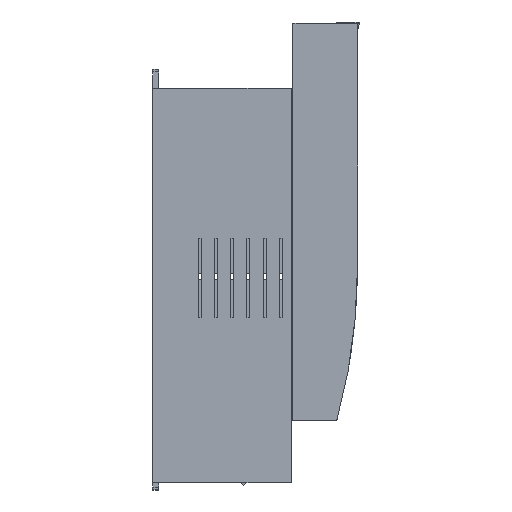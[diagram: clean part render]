
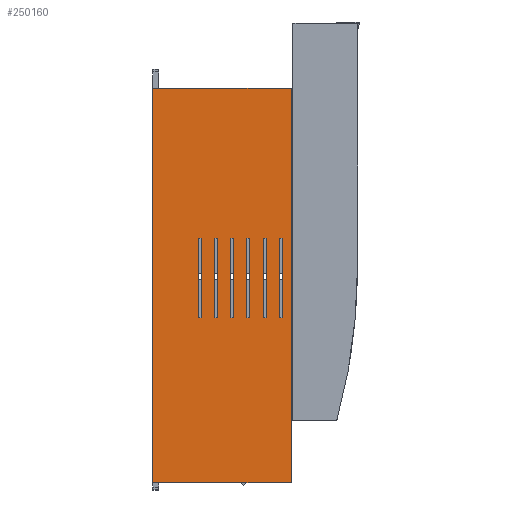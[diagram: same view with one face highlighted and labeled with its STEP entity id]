
A CAD part, left-side view. The second image highlights one B-rep face of the part: STEP entity #250160.
In plain terms, the highlighted face is planar.
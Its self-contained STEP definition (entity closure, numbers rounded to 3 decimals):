
#219160=CARTESIAN_POINT('',(166.,42.,-128.));
#219170=VERTEX_POINT('',#219160);
#219200=CARTESIAN_POINT('',(166.,42.,-128.));
#219210=DIRECTION('',(0.,1.,0.));
#219220=VECTOR('',#219210,1.);
#219230=LINE('',#219200,#219220);
#219240=CARTESIAN_POINT('',(166.,44.,-128.));
#219250=VERTEX_POINT('',#219240);
#219260=EDGE_CURVE('',#219170,#219250,#219230,.T.);
#219910=CARTESIAN_POINT('',(166.,44.,-128.));
#219920=DIRECTION('',(-1.,0.,0.));
#219930=VECTOR('',#219920,1.);
#219940=LINE('',#219910,#219930);
#219950=CARTESIAN_POINT('',(112.,44.,-128.));
#219960=VERTEX_POINT('',#219950);
#219970=EDGE_CURVE('',#219250,#219960,#219940,.T.);
#220580=CARTESIAN_POINT('',(112.,42.,-128.));
#220590=VERTEX_POINT('',#220580);
#220620=CARTESIAN_POINT('',(112.,42.,-128.));
#220630=DIRECTION('',(1.,0.,0.));
#220640=VECTOR('',#220630,1.);
#220650=LINE('',#220620,#220640);
#220660=EDGE_CURVE('',#220590,#219170,#220650,.T.);
#220840=CARTESIAN_POINT('',(112.,44.,-128.));
#220850=DIRECTION('',(0.,-1.,0.));
#220860=VECTOR('',#220850,1.);
#220870=LINE('',#220840,#220860);
#220880=EDGE_CURVE('',#219960,#220590,#220870,.T.);
#221640=CARTESIAN_POINT('',(166.,64.,-128.));
#221650=VERTEX_POINT('',#221640);
#221680=CARTESIAN_POINT('',(166.,64.,-128.));
#221690=DIRECTION('',(0.,1.,0.));
#221700=VECTOR('',#221690,1.);
#221710=LINE('',#221680,#221700);
#221720=CARTESIAN_POINT('',(166.,66.,-128.));
#221730=VERTEX_POINT('',#221720);
#221740=EDGE_CURVE('',#221650,#221730,#221710,.T.);
#222390=CARTESIAN_POINT('',(166.,66.,-128.));
#222400=DIRECTION('',(-1.,0.,0.));
#222410=VECTOR('',#222400,1.);
#222420=LINE('',#222390,#222410);
#222430=CARTESIAN_POINT('',(112.,66.,-128.));
#222440=VERTEX_POINT('',#222430);
#222450=EDGE_CURVE('',#221730,#222440,#222420,.T.);
#223060=CARTESIAN_POINT('',(112.,64.,-128.));
#223070=VERTEX_POINT('',#223060);
#223100=CARTESIAN_POINT('',(112.,64.,-128.));
#223110=DIRECTION('',(1.,0.,0.));
#223120=VECTOR('',#223110,1.);
#223130=LINE('',#223100,#223120);
#223140=EDGE_CURVE('',#223070,#221650,#223130,.T.);
#223320=CARTESIAN_POINT('',(112.,66.,-128.));
#223330=DIRECTION('',(0.,-1.,0.));
#223340=VECTOR('',#223330,1.);
#223350=LINE('',#223320,#223340);
#223360=EDGE_CURVE('',#222440,#223070,#223350,.T.);
#224120=CARTESIAN_POINT('',(166.,86.,-128.));
#224130=VERTEX_POINT('',#224120);
#224160=CARTESIAN_POINT('',(166.,86.,-128.));
#224170=DIRECTION('',(0.,1.,0.));
#224180=VECTOR('',#224170,1.);
#224190=LINE('',#224160,#224180);
#224200=CARTESIAN_POINT('',(166.,88.,-128.));
#224210=VERTEX_POINT('',#224200);
#224220=EDGE_CURVE('',#224130,#224210,#224190,.T.);
#224870=CARTESIAN_POINT('',(166.,88.,-128.));
#224880=DIRECTION('',(-1.,0.,0.));
#224890=VECTOR('',#224880,1.);
#224900=LINE('',#224870,#224890);
#224910=CARTESIAN_POINT('',(112.,88.,-128.));
#224920=VERTEX_POINT('',#224910);
#224930=EDGE_CURVE('',#224210,#224920,#224900,.T.);
#225540=CARTESIAN_POINT('',(112.,86.,-128.));
#225550=VERTEX_POINT('',#225540);
#225580=CARTESIAN_POINT('',(112.,86.,-128.));
#225590=DIRECTION('',(1.,0.,0.));
#225600=VECTOR('',#225590,1.);
#225610=LINE('',#225580,#225600);
#225620=EDGE_CURVE('',#225550,#224130,#225610,.T.);
#225800=CARTESIAN_POINT('',(112.,88.,-128.));
#225810=DIRECTION('',(0.,-1.,0.));
#225820=VECTOR('',#225810,1.);
#225830=LINE('',#225800,#225820);
#225840=EDGE_CURVE('',#224920,#225550,#225830,.T.);
#226600=CARTESIAN_POINT('',(166.,75.,-128.));
#226610=VERTEX_POINT('',#226600);
#226640=CARTESIAN_POINT('',(166.,75.,-128.));
#226650=DIRECTION('',(0.,1.,0.));
#226660=VECTOR('',#226650,1.);
#226670=LINE('',#226640,#226660);
#226680=CARTESIAN_POINT('',(166.,77.,-128.));
#226690=VERTEX_POINT('',#226680);
#226700=EDGE_CURVE('',#226610,#226690,#226670,.T.);
#227350=CARTESIAN_POINT('',(166.,77.,-128.));
#227360=DIRECTION('',(-1.,0.,0.));
#227370=VECTOR('',#227360,1.);
#227380=LINE('',#227350,#227370);
#227390=CARTESIAN_POINT('',(112.,77.,-128.));
#227400=VERTEX_POINT('',#227390);
#227410=EDGE_CURVE('',#226690,#227400,#227380,.T.);
#228020=CARTESIAN_POINT('',(112.,75.,-128.));
#228030=VERTEX_POINT('',#228020);
#228060=CARTESIAN_POINT('',(112.,75.,-128.));
#228070=DIRECTION('',(1.,0.,0.));
#228080=VECTOR('',#228070,1.);
#228090=LINE('',#228060,#228080);
#228100=EDGE_CURVE('',#228030,#226610,#228090,.T.);
#228280=CARTESIAN_POINT('',(112.,77.,-128.));
#228290=DIRECTION('',(0.,-1.,0.));
#228300=VECTOR('',#228290,1.);
#228310=LINE('',#228280,#228300);
#228320=EDGE_CURVE('',#227400,#228030,#228310,.T.);
#229080=CARTESIAN_POINT('',(166.,53.,-128.));
#229090=VERTEX_POINT('',#229080);
#229120=CARTESIAN_POINT('',(166.,53.,-128.));
#229130=DIRECTION('',(0.,1.,0.));
#229140=VECTOR('',#229130,1.);
#229150=LINE('',#229120,#229140);
#229160=CARTESIAN_POINT('',(166.,55.,-128.));
#229170=VERTEX_POINT('',#229160);
#229180=EDGE_CURVE('',#229090,#229170,#229150,.T.);
#229830=CARTESIAN_POINT('',(166.,55.,-128.));
#229840=DIRECTION('',(-1.,0.,0.));
#229850=VECTOR('',#229840,1.);
#229860=LINE('',#229830,#229850);
#229870=CARTESIAN_POINT('',(112.,55.,-128.));
#229880=VERTEX_POINT('',#229870);
#229890=EDGE_CURVE('',#229170,#229880,#229860,.T.);
#230500=CARTESIAN_POINT('',(112.,53.,-128.));
#230510=VERTEX_POINT('',#230500);
#230540=CARTESIAN_POINT('',(112.,53.,-128.));
#230550=DIRECTION('',(1.,0.,0.));
#230560=VECTOR('',#230550,1.);
#230570=LINE('',#230540,#230560);
#230580=EDGE_CURVE('',#230510,#229090,#230570,.T.);
#230760=CARTESIAN_POINT('',(112.,55.,-128.));
#230770=DIRECTION('',(0.,-1.,0.));
#230780=VECTOR('',#230770,1.);
#230790=LINE('',#230760,#230780);
#230800=EDGE_CURVE('',#229880,#230510,#230790,.T.);
#231560=CARTESIAN_POINT('',(166.,31.,-128.));
#231570=VERTEX_POINT('',#231560);
#231600=CARTESIAN_POINT('',(166.,31.,-128.));
#231610=DIRECTION('',(0.,1.,0.));
#231620=VECTOR('',#231610,1.);
#231630=LINE('',#231600,#231620);
#231640=CARTESIAN_POINT('',(166.,33.,-128.));
#231650=VERTEX_POINT('',#231640);
#231660=EDGE_CURVE('',#231570,#231650,#231630,.T.);
#232310=CARTESIAN_POINT('',(166.,33.,-128.));
#232320=DIRECTION('',(-1.,0.,0.));
#232330=VECTOR('',#232320,1.);
#232340=LINE('',#232310,#232330);
#232350=CARTESIAN_POINT('',(112.,33.,-128.));
#232360=VERTEX_POINT('',#232350);
#232370=EDGE_CURVE('',#231650,#232360,#232340,.T.);
#232980=CARTESIAN_POINT('',(112.,31.,-128.));
#232990=VERTEX_POINT('',#232980);
#233020=CARTESIAN_POINT('',(112.,31.,-128.));
#233030=DIRECTION('',(1.,0.,0.));
#233040=VECTOR('',#233030,1.);
#233050=LINE('',#233020,#233040);
#233060=EDGE_CURVE('',#232990,#231570,#233050,.T.);
#233240=CARTESIAN_POINT('',(112.,33.,-128.));
#233250=DIRECTION('',(0.,-1.,0.));
#233260=VECTOR('',#233250,1.);
#233270=LINE('',#233240,#233260);
#233280=EDGE_CURVE('',#232360,#232990,#233270,.T.);
#248040=CARTESIAN_POINT('',(0.,94.,-128.));
#248050=VERTEX_POINT('',#248040);
#248080=CARTESIAN_POINT('',(268.,94.,-128.));
#248090=DIRECTION('',(-1.,0.,0.));
#248100=VECTOR('',#248090,1.);
#248110=LINE('',#248080,#248100);
#248120=CARTESIAN_POINT('',(268.,94.,-128.));
#248130=VERTEX_POINT('',#248120);
#248140=EDGE_CURVE('',#248130,#248050,#248110,.T.);
#249500=CARTESIAN_POINT('',(134.,47.,-128.));
#249510=DIRECTION('',(0.,0.,1.));
#249520=DIRECTION('',(1.,0.,0.));
#249530=AXIS2_PLACEMENT_3D('',#249500,#249510,#249520);
#249540=PLANE('',#249530);
#249550=CARTESIAN_POINT('',(268.,0.,-128.));
#249560=DIRECTION('',(0.,1.,0.));
#249570=VECTOR('',#249560,1.);
#249580=LINE('',#249550,#249570);
#249590=CARTESIAN_POINT('',(268.,0.,-128.));
#249600=VERTEX_POINT('',#249590);
#249610=EDGE_CURVE('',#249600,#248130,#249580,.T.);
#249620=ORIENTED_EDGE('',*,*,#249610,.F.);
#249630=ORIENTED_EDGE('',*,*,#248140,.F.);
#249640=CARTESIAN_POINT('',(0.,94.,-128.));
#249650=DIRECTION('',(0.,-1.,0.));
#249660=VECTOR('',#249650,1.);
#249670=LINE('',#249640,#249660);
#249680=CARTESIAN_POINT('',(0.,0.,-128.));
#249690=VERTEX_POINT('',#249680);
#249700=EDGE_CURVE('',#248050,#249690,#249670,.T.);
#249710=ORIENTED_EDGE('',*,*,#249700,.F.);
#249720=CARTESIAN_POINT('',(0.,0.,-128.));
#249730=DIRECTION('',(1.,0.,0.));
#249740=VECTOR('',#249730,1.);
#249750=LINE('',#249720,#249740);
#249760=EDGE_CURVE('',#249690,#249600,#249750,.T.);
#249770=ORIENTED_EDGE('',*,*,#249760,.F.);
#249780=EDGE_LOOP('',(#249770,#249710,#249630,#249620));
#249790=FACE_OUTER_BOUND('',#249780,.T.);
#249800=ORIENTED_EDGE('',*,*,#219970,.T.);
#249810=ORIENTED_EDGE('',*,*,#219260,.T.);
#249820=ORIENTED_EDGE('',*,*,#220660,.T.);
#249830=ORIENTED_EDGE('',*,*,#220880,.T.);
#249840=EDGE_LOOP('',(#249830,#249820,#249810,#249800));
#249850=FACE_BOUND('',#249840,.T.);
#249860=ORIENTED_EDGE('',*,*,#222450,.T.);
#249870=ORIENTED_EDGE('',*,*,#221740,.T.);
#249880=ORIENTED_EDGE('',*,*,#223140,.T.);
#249890=ORIENTED_EDGE('',*,*,#223360,.T.);
#249900=EDGE_LOOP('',(#249890,#249880,#249870,#249860));
#249910=FACE_BOUND('',#249900,.T.);
#249920=ORIENTED_EDGE('',*,*,#224930,.T.);
#249930=ORIENTED_EDGE('',*,*,#224220,.T.);
#249940=ORIENTED_EDGE('',*,*,#225620,.T.);
#249950=ORIENTED_EDGE('',*,*,#225840,.T.);
#249960=EDGE_LOOP('',(#249950,#249940,#249930,#249920));
#249970=FACE_BOUND('',#249960,.T.);
#249980=ORIENTED_EDGE('',*,*,#227410,.T.);
#249990=ORIENTED_EDGE('',*,*,#226700,.T.);
#250000=ORIENTED_EDGE('',*,*,#228100,.T.);
#250010=ORIENTED_EDGE('',*,*,#228320,.T.);
#250020=EDGE_LOOP('',(#250010,#250000,#249990,#249980));
#250030=FACE_BOUND('',#250020,.T.);
#250040=ORIENTED_EDGE('',*,*,#229890,.T.);
#250050=ORIENTED_EDGE('',*,*,#229180,.T.);
#250060=ORIENTED_EDGE('',*,*,#230580,.T.);
#250070=ORIENTED_EDGE('',*,*,#230800,.T.);
#250080=EDGE_LOOP('',(#250070,#250060,#250050,#250040));
#250090=FACE_BOUND('',#250080,.T.);
#250100=ORIENTED_EDGE('',*,*,#232370,.T.);
#250110=ORIENTED_EDGE('',*,*,#231660,.T.);
#250120=ORIENTED_EDGE('',*,*,#233060,.T.);
#250130=ORIENTED_EDGE('',*,*,#233280,.T.);
#250140=EDGE_LOOP('',(#250130,#250120,#250110,#250100));
#250150=FACE_BOUND('',#250140,.T.);
#250160=ADVANCED_FACE('',(#249790,#249850,#249910,#249970,#250030,
#250090,#250150),#249540,.F.);
